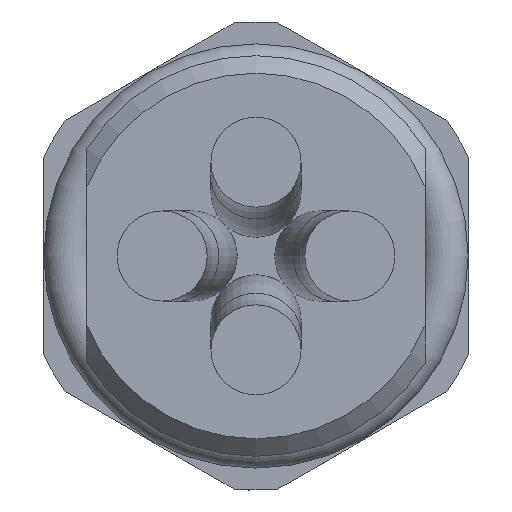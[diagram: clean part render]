
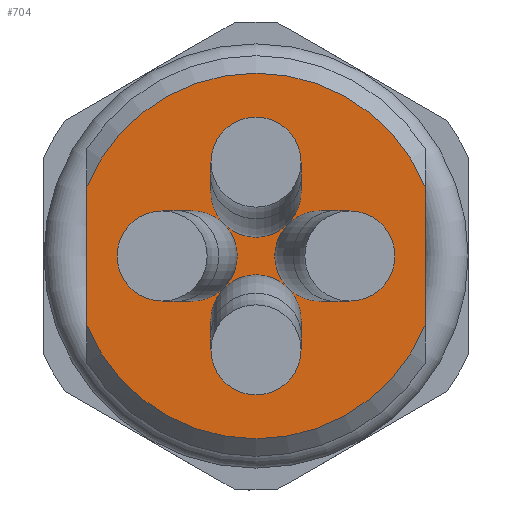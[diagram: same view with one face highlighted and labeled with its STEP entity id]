
A CAD part, front view. The second image highlights one B-rep face of the part: STEP entity #704.
In plain terms, the highlighted planar face has unit normal (0, -1, 0).
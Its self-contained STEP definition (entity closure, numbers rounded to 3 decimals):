
#118=LINE('',#3628,#239);
#119=LINE('',#3642,#240);
#239=VECTOR('',#2944,1.);
#240=VECTOR('',#2951,1.);
#704=ADVANCED_FACE('',(#912,#913,#914,#915,#916),#835,.F.);
#835=PLANE('',#2624);
#912=FACE_BOUND('',#1025,.T.);
#913=FACE_BOUND('',#1026,.T.);
#914=FACE_BOUND('',#1027,.T.);
#915=FACE_BOUND('',#1028,.T.);
#916=FACE_BOUND('',#1029,.T.);
#1025=EDGE_LOOP('',(#1366,#1367,#1368,#1369));
#1026=EDGE_LOOP('',(#1370));
#1027=EDGE_LOOP('',(#1371));
#1028=EDGE_LOOP('',(#1372));
#1029=EDGE_LOOP('',(#1373));
#1366=ORIENTED_EDGE('',*,*,#2205,.F.);
#1367=ORIENTED_EDGE('',*,*,#2204,.T.);
#1368=ORIENTED_EDGE('',*,*,#2201,.T.);
#1369=ORIENTED_EDGE('',*,*,#2199,.T.);
#1370=ORIENTED_EDGE('',*,*,#2206,.T.);
#1371=ORIENTED_EDGE('',*,*,#2207,.T.);
#1372=ORIENTED_EDGE('',*,*,#2208,.T.);
#1373=ORIENTED_EDGE('',*,*,#2209,.T.);
#1935=VERTEX_POINT('',#3620);
#1936=VERTEX_POINT('',#3622);
#1937=VERTEX_POINT('',#3629);
#1938=VERTEX_POINT('',#3639);
#1939=VERTEX_POINT('',#3645);
#1940=VERTEX_POINT('',#3647);
#1941=VERTEX_POINT('',#3649);
#1942=VERTEX_POINT('',#3651);
#2199=EDGE_CURVE('',#1936,#1935,#2489,.T.);
#2201=EDGE_CURVE('',#1937,#1936,#118,.T.);
#2204=EDGE_CURVE('',#1938,#1937,#2490,.T.);
#2205=EDGE_CURVE('',#1938,#1935,#119,.T.);
#2206=EDGE_CURVE('',#1939,#1939,#2491,.T.);
#2207=EDGE_CURVE('',#1940,#1940,#2492,.T.);
#2208=EDGE_CURVE('',#1941,#1941,#2493,.T.);
#2209=EDGE_CURVE('',#1942,#1942,#2494,.T.);
#2489=CIRCLE('',#2614,7.3);
#2490=CIRCLE('',#2617,7.3);
#2491=CIRCLE('',#2620,1.8);
#2492=CIRCLE('',#2621,1.8);
#2493=CIRCLE('',#2622,1.8);
#2494=CIRCLE('',#2623,1.8);
#2614=AXIS2_PLACEMENT_3D('',#3621,#2940,#2941);
#2617=AXIS2_PLACEMENT_3D('',#3640,#2947,#2948);
#2620=AXIS2_PLACEMENT_3D('',#3644,#2954,#2955);
#2621=AXIS2_PLACEMENT_3D('',#3646,#2956,#2957);
#2622=AXIS2_PLACEMENT_3D('',#3648,#2958,#2959);
#2623=AXIS2_PLACEMENT_3D('',#3650,#2960,#2961);
#2624=AXIS2_PLACEMENT_3D('',#3652,#2962,#2963);
#2940=DIRECTION('',(0.,-1.,0.));
#2941=DIRECTION('',(0.,0.,-1.));
#2944=DIRECTION('',(0.,0.,1.));
#2947=DIRECTION('',(0.,-1.,0.));
#2948=DIRECTION('',(0.,0.,-1.));
#2951=DIRECTION('',(0.,0.,1.));
#2954=DIRECTION('',(0.,1.,0.));
#2955=DIRECTION('',(0.,0.,-1.));
#2956=DIRECTION('',(0.,1.,0.));
#2957=DIRECTION('',(0.,0.,-1.));
#2958=DIRECTION('',(0.,1.,0.));
#2959=DIRECTION('',(0.,0.,-1.));
#2960=DIRECTION('',(0.,1.,0.));
#2961=DIRECTION('',(0.,0.,-1.));
#2962=DIRECTION('',(0.,1.,0.));
#2963=DIRECTION('',(0.,0.,1.));
#3620=CARTESIAN_POINT('',(93.25,86.05,2.78));
#3621=CARTESIAN_POINT('',(100.,86.05,0.));
#3622=CARTESIAN_POINT('',(106.75,86.05,2.78));
#3628=CARTESIAN_POINT('',(106.75,86.05,0.));
#3629=CARTESIAN_POINT('',(106.75,86.05,-2.78));
#3639=CARTESIAN_POINT('',(93.25,86.05,-2.78));
#3640=CARTESIAN_POINT('',(100.,86.05,0.));
#3642=CARTESIAN_POINT('',(93.25,86.05,0.));
#3644=CARTESIAN_POINT('',(100.,86.05,-2.55));
#3645=CARTESIAN_POINT('',(100.,86.05,-4.35));
#3646=CARTESIAN_POINT('',(97.45,86.05,0.));
#3647=CARTESIAN_POINT('',(97.45,86.05,-1.8));
#3648=CARTESIAN_POINT('',(100.,86.05,2.55));
#3649=CARTESIAN_POINT('',(100.,86.05,0.75));
#3650=CARTESIAN_POINT('',(102.55,86.05,0.));
#3651=CARTESIAN_POINT('',(102.55,86.05,-1.8));
#3652=CARTESIAN_POINT('',(107.3,86.05,0.));
